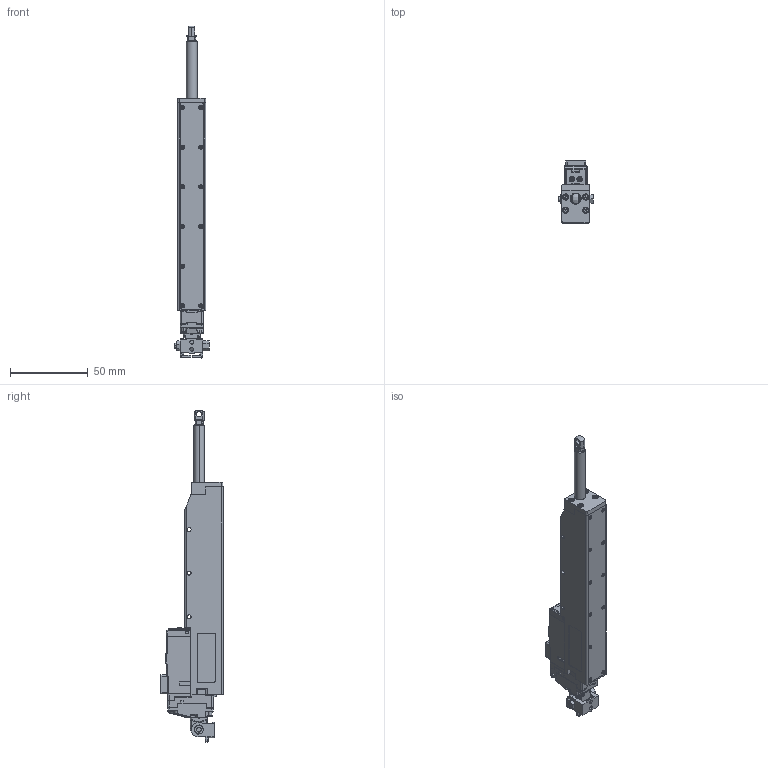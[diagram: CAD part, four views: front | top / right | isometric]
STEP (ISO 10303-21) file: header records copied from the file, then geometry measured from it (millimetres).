
FILE_DESCRIPTION (( 'STEP AP214' ), '1' );
FILE_NAME ('IR_LS_100_20 寇屈档.STEP', '2019-06-20T05:35:18', ( '' ), ( '' ), 'SwSTEP 2.0', 'SolidWorks 2016', '' );
FILE_SCHEMA (( 'AUTOMOTIVE_DESIGN' ));
Length unit declared in the file: millimetre
Products named in the file (26): hinge_shaft; CASE_MOTOR; ROD_INSERT-3; CASE_TOP; CASE_MOTOR BOTTOM; PWA_Control BD; CASE_MIDDLE; PHT_2_4; IR_LS_100_20 寇屈档; PHT_2_12; hexagon nut style 1 gradeab_ks_KS 1012 S1 - M3-D-N; CSPCS1P-ST3W-M1_4-5; 100_STROKE_CASE_屈惑荐沥; SPACER_熱薑_170616; HINGE_BASE; HINGE; CSPPN1P-ST3W-M1_7-16_214; CSPPN3P-ST3W-M2-6_214; CSPPN3P-ST3W-M2-10_214; LENS; ROD_SUS_170711; CSPPN1P-ST3W-M2-16_214; rod_end_link; COVER_POT_100; ROD_END_NUT_SUS; COVER END_170616
Assembly tree (42 placements, depth 2):
  IR_LS_100_20 寇屈档
    100_STROKE_CASE_屈惑荐沥
    COVER END_170616
    SPACER_熱薑_170616
    ROD_SUS_170711
    ROD_END_NUT_SUS
    ROD_INSERT-3
    PWA_Control BD
    COVER_POT_100
    CASE_MIDDLE
    CASE_TOP
    CASE_MOTOR BOTTOM
    CASE_MOTOR
    LENS
    CSPCS1P-ST3W-M1_4-5  x11
    CSPPN1P-ST3W-M1_7-16_214  x2
    CSPPN1P-ST3W-M2-16_214  x2
    PHT_2_12  x3
    PHT_2_4  x2
    rod_end_link
    CSPPN3P-ST3W-M2-10_214  x2
    CSPPN3P-ST3W-M2-6_214  x2
    HINGE
    HINGE_BASE
    hinge_shaft
    hexagon nut style 1 gradeab_ks_KS 1012 S1 - M3-D-N
Bounding box: 22 x 39.9 x 213.45 mm (x, y, z)
Volume: 49032 mm3; surface area: 48478.3 mm2
Topology: 47 solids, 47 shells, 2612 faces, 6770 edges, 4329 vertices
Faces by surface type: plane 1442, cylinder 742, cone 251, bspline 159, torus 18
Entity records: 86308 total; most frequent: CARTESIAN_POINT 30785, ORIENTED_EDGE 11510, DIRECTION 10521, EDGE_CURVE 5755, VERTEX_POINT 3715, LINE 3627, VECTOR 3627, AXIS2_PLACEMENT_3D 3447
